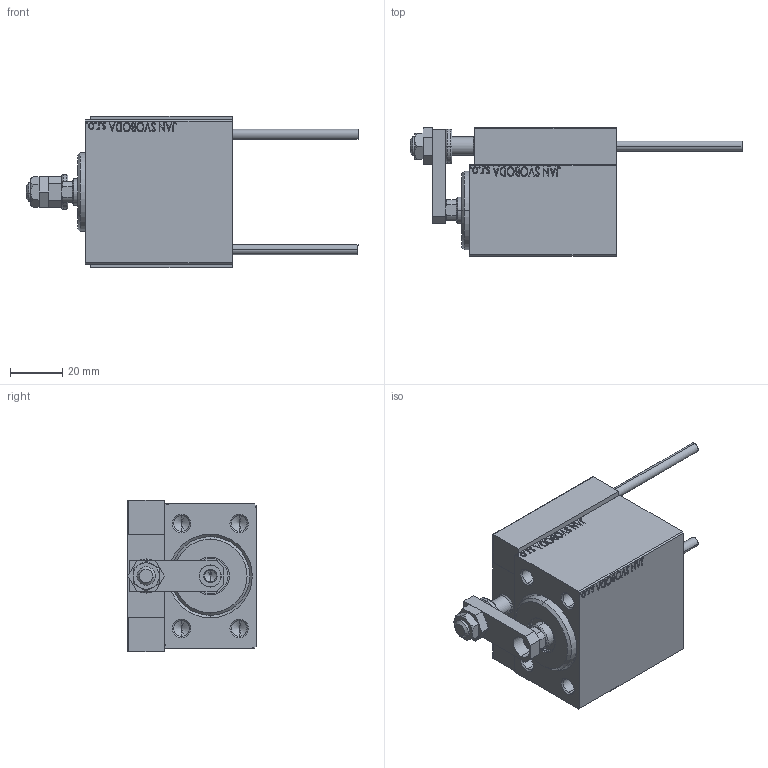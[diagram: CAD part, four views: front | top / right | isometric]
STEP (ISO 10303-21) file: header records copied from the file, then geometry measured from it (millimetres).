
FILE_DESCRIPTION (( 'STEP AP203' ), '1' );
FILE_NAME ('2011.STEP', '2021-04-19T09:51:20', ( '' ), ( '' ), 'SwSTEP 2.0', 'SolidWorks 2019', '' );
FILE_SCHEMA (( 'CONFIG_CONTROL_DESIGN' ));
Length unit declared in the file: millimetre
Products named in the file (16): MAGNET 867e6f29ede5ff42b3181b88c935bc0b; V450CM_VC_B 867e6f29ede5ff42b3181b88c935bc0b; SWITCH_X_FRONT_BACK 867e6f29ede5ff42b3181b88c935bc0b; 2011; NUT_D10 867e6f29ede5ff42b3181b88c935bc0b; Block 867e6f29ede5ff42b3181b88c935bc0b; V450CM_B_VCP 867e6f29ede5ff42b3181b88c935bc0b; SWITCH DIM B,W 867e6f29ede5ff42b3181b88c935bc0b; V450CM_B 867e6f29ede5ff42b3181b88c935bc0b; ZARAZKA 867e6f29ede5ff42b3181b88c935bc0b; ALLEN BOLT D5 867e6f29ede5ff42b3181b88c935bc0b; ALLEN BOLT D8 867e6f29ede5ff42b3181b88c935bc0b; TYC_L79 867e6f29ede5ff42b3181b88c935bc0b; SWITCH X 867e6f29ede5ff42b3181b88c935bc0b; KONCOVKA 867e6f29ede5ff42b3181b88c935bc0b; NUT_D12 867e6f29ede5ff42b3181b88c935bc0b
Assembly tree (25 placements, depth 3):
  2011
    V450CM_B 867e6f29ede5ff42b3181b88c935bc0b
    V450CM_B_VCP 867e6f29ede5ff42b3181b88c935bc0b
    SWITCH X 867e6f29ede5ff42b3181b88c935bc0b
      SWITCH_X_FRONT_BACK 867e6f29ede5ff42b3181b88c935bc0b  x2
      TYC_L79 867e6f29ede5ff42b3181b88c935bc0b
      Block 867e6f29ede5ff42b3181b88c935bc0b  x2
      ALLEN BOLT D5 867e6f29ede5ff42b3181b88c935bc0b  x4
      ALLEN BOLT D8 867e6f29ede5ff42b3181b88c935bc0b  x4
      MAGNET 867e6f29ede5ff42b3181b88c935bc0b  x2
      KONCOVKA 867e6f29ede5ff42b3181b88c935bc0b  x2
    NUT_D10 867e6f29ede5ff42b3181b88c935bc0b
    NUT_D12 867e6f29ede5ff42b3181b88c935bc0b
    SWITCH DIM B,W 867e6f29ede5ff42b3181b88c935bc0b
    ZARAZKA 867e6f29ede5ff42b3181b88c935bc0b
    V450CM_VC_B 867e6f29ede5ff42b3181b88c935bc0b
Bounding box: 126.7 x 49 x 58 mm (x, y, z)
Volume: 144156.6 mm3; surface area: 47559.3 mm2
Topology: 24 solids, 24 shells, 1318 faces, 3157 edges, 2000 vertices
Faces by surface type: plane 561, bspline 380, cylinder 184, cone 145, torus 44, sphere 4
Entity records: 51292 total; most frequent: CARTESIAN_POINT 26213, ORIENTED_EDGE 5302, DIRECTION 3606, EDGE_CURVE 2651, VERTEX_POINT 1724, LINE 1528, VECTOR 1528, EDGE_LOOP 1223
